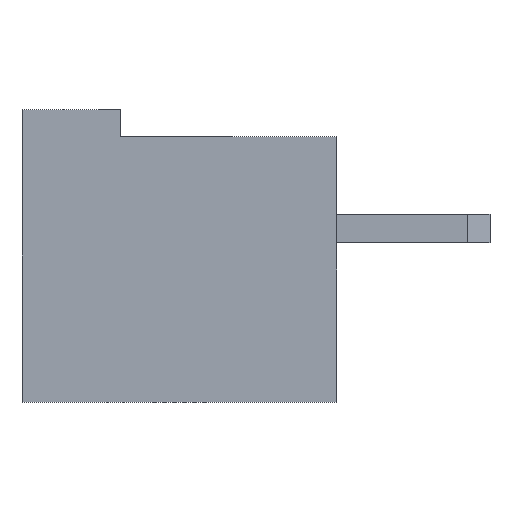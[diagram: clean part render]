
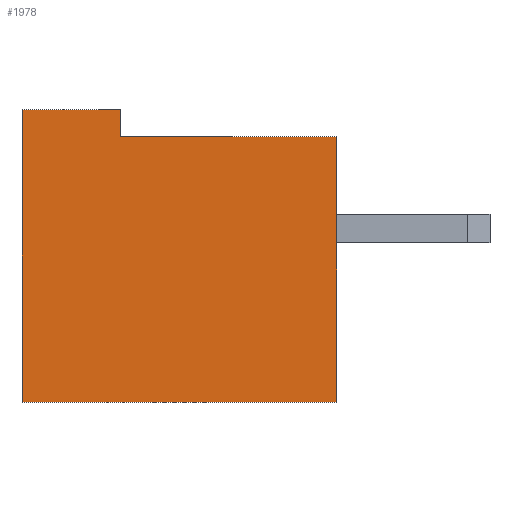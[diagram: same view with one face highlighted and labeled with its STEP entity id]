
A CAD part, left-side view. The second image highlights one B-rep face of the part: STEP entity #1978.
In plain terms, the highlighted planar face has unit normal (-1, 0, 0).
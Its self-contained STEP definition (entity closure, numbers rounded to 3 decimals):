
#25=DIRECTION('',(0.,-1.,0.));
#26=VECTOR('',#25,7.);
#27=CARTESIAN_POINT('',(-3.73,3.5,-2.95));
#28=LINE('',#27,#26);
#57=DIRECTION('',(0.,0.,1.));
#58=VECTOR('',#57,5.9);
#59=CARTESIAN_POINT('',(-3.73,-3.5,-2.95));
#60=LINE('',#59,#58);
#101=DIRECTION('',(0.,-1.,0.));
#102=VECTOR('',#101,4.8);
#103=CARTESIAN_POINT('',(-3.73,1.3,2.95));
#104=LINE('',#103,#102);
#606=DIRECTION('',(0.,0.,-1.));
#607=VECTOR('',#606,0.6);
#608=CARTESIAN_POINT('',(-3.73,1.3,3.55));
#609=LINE('',#608,#607);
#630=DIRECTION('',(0.,0.,1.));
#631=VECTOR('',#630,6.5);
#632=CARTESIAN_POINT('',(-3.73,3.5,-2.95));
#633=LINE('',#632,#631);
#634=DIRECTION('',(0.,-1.,0.));
#635=VECTOR('',#634,2.2);
#636=CARTESIAN_POINT('',(-3.73,3.5,3.55));
#637=LINE('',#636,#635);
#894=CARTESIAN_POINT('',(-3.73,3.5,-2.95));
#895=CARTESIAN_POINT('',(-3.73,-3.5,-2.95));
#896=VERTEX_POINT('',#894);
#897=VERTEX_POINT('',#895);
#902=CARTESIAN_POINT('',(-3.73,-3.5,2.95));
#903=VERTEX_POINT('',#902);
#911=CARTESIAN_POINT('',(-3.73,3.5,3.55));
#913=VERTEX_POINT('',#911);
#919=CARTESIAN_POINT('',(-3.73,1.3,3.55));
#921=VERTEX_POINT('',#919);
#926=CARTESIAN_POINT('',(-3.73,1.3,2.95));
#928=VERTEX_POINT('',#926);
#1964=CARTESIAN_POINT('',(-3.73,3.5,-2.95));
#1965=DIRECTION('',(-1.,0.,0.));
#1966=DIRECTION('',(0.,-1.,0.));
#1967=AXIS2_PLACEMENT_3D('',#1964,#1965,#1966);
#1968=PLANE('',#1967);
#1969=ORIENTED_EDGE('',*,*,#1671,.T.);
#1971=ORIENTED_EDGE('',*,*,#1970,.T.);
#1972=ORIENTED_EDGE('',*,*,#1941,.T.);
#1973=ORIENTED_EDGE('',*,*,#1304,.T.);
#1974=ORIENTED_EDGE('',*,*,#1241,.F.);
#1975=ORIENTED_EDGE('',*,*,#1203,.F.);
#1976=EDGE_LOOP('',(#1969,#1971,#1972,#1973,#1974,#1975));
#1977=FACE_OUTER_BOUND('',#1976,.F.);
#1978=ADVANCED_FACE('',(#1977),#1968,.T.);
#1203=EDGE_CURVE('',#896,#897,#28,.T.);
#1241=EDGE_CURVE('',#897,#903,#60,.T.);
#1304=EDGE_CURVE('',#928,#903,#104,.T.);
#1671=EDGE_CURVE('',#896,#913,#633,.T.);
#1941=EDGE_CURVE('',#921,#928,#609,.T.);
#1970=EDGE_CURVE('',#913,#921,#637,.T.);
